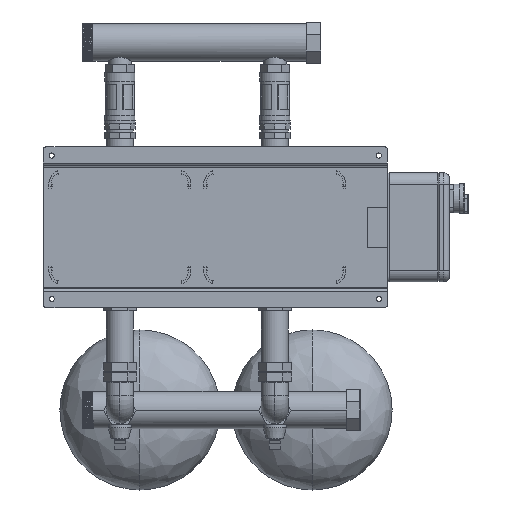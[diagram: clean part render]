
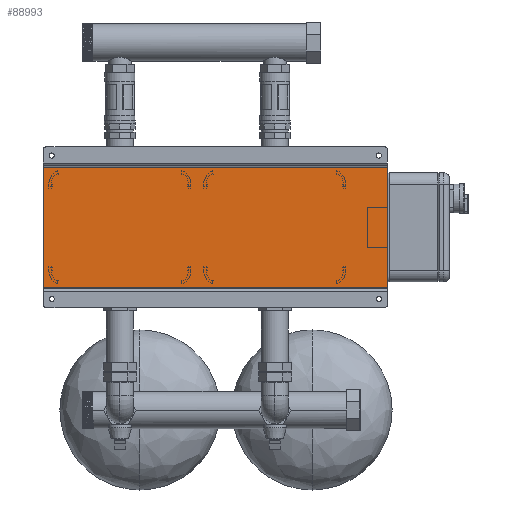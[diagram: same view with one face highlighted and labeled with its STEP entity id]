
A CAD part, front view. The second image highlights one B-rep face of the part: STEP entity #88993.
In plain terms, the highlighted planar face has unit normal (0, -1, 0).
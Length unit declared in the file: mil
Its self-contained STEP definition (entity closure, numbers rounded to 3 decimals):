
#1715 = EDGE_CURVE ( 'NONE', #25095, #142684, #99648, .T. ) ;
#2892 = VERTEX_POINT ( 'NONE', #108501 ) ;
#12725 = DIRECTION ( 'NONE',  ( 1., 0., 0. ) ) ;
#19588 = ORIENTED_EDGE ( 'NONE', *, *, #1715, .T. ) ;
#20199 = EDGE_CURVE ( 'NONE', #25095, #2892, #144791, .T. ) ;
#21025 = EDGE_LOOP ( 'NONE', ( #95435, #60769, #137132, #19588 ) ) ;
#23492 = PLANE ( 'NONE',  #47137 ) ;
#25095 = VERTEX_POINT ( 'NONE', #119882 ) ;
#27807 = CARTESIAN_POINT ( 'NONE',  ( -11811.024, 2007.874, -4133.858 ) ) ;
#35012 = FACE_OUTER_BOUND ( 'NONE', #21025, .T. ) ;
#39304 = LINE ( 'NONE', #27807, #109308 ) ;
#42820 = CARTESIAN_POINT ( 'NONE',  ( 11811.024, 2007.874, 4133.858 ) ) ;
#45050 = VECTOR ( 'NONE', #100982, 39370.079 ) ;
#47137 = AXIS2_PLACEMENT_3D ( 'NONE', #118670, #83341, #12725 ) ;
#49822 = LINE ( 'NONE', #137040, #89555 ) ;
#59979 = EDGE_CURVE ( 'NONE', #2892, #150902, #49822, .T. ) ;
#60769 = ORIENTED_EDGE ( 'NONE', *, *, #59979, .F. ) ;
#61179 = CARTESIAN_POINT ( 'NONE',  ( -11811.024, 2007.874, 4133.858 ) ) ;
#74644 = DIRECTION ( 'NONE',  ( 0., 0., -1. ) ) ;
#75836 = DIRECTION ( 'NONE',  ( -1., 0., 0. ) ) ;
#83341 = DIRECTION ( 'NONE',  ( 0., 1., 0. ) ) ;
#88993 = ADVANCED_FACE ( 'NONE', ( #35012 ), #23492, .F. ) ;
#89555 = VECTOR ( 'NONE', #134031, 39370.079 ) ;
#95435 = ORIENTED_EDGE ( 'NONE', *, *, #107805, .T. ) ;
#99648 = LINE ( 'NONE', #42820, #113779 ) ;
#100982 = DIRECTION ( 'NONE',  ( 0., 0., -1. ) ) ;
#107805 = EDGE_CURVE ( 'NONE', #142684, #150902, #39304, .T. ) ;
#108501 = CARTESIAN_POINT ( 'NONE',  ( 11811.024, 2007.874, -4133.858 ) ) ;
#109308 = VECTOR ( 'NONE', #74644, 39370.079 ) ;
#112521 = CARTESIAN_POINT ( 'NONE',  ( 11811.024, 2007.874, 4133.858 ) ) ;
#113779 = VECTOR ( 'NONE', #75836, 39370.079 ) ;
#118670 = CARTESIAN_POINT ( 'NONE',  ( 11811.024, 2007.874, -4133.858 ) ) ;
#119882 = CARTESIAN_POINT ( 'NONE',  ( 11811.024, 2007.874, 4133.858 ) ) ;
#134031 = DIRECTION ( 'NONE',  ( -1., 0., 0. ) ) ;
#137040 = CARTESIAN_POINT ( 'NONE',  ( 11811.024, 2007.874, -4133.858 ) ) ;
#137132 = ORIENTED_EDGE ( 'NONE', *, *, #20199, .F. ) ;
#142352 = CARTESIAN_POINT ( 'NONE',  ( -11811.024, 2007.874, -4133.858 ) ) ;
#142684 = VERTEX_POINT ( 'NONE', #61179 ) ;
#144791 = LINE ( 'NONE', #112521, #45050 ) ;
#150902 = VERTEX_POINT ( 'NONE', #142352 ) ;
